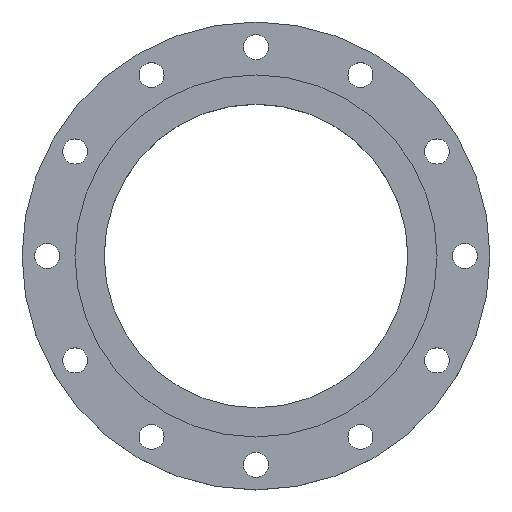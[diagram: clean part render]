
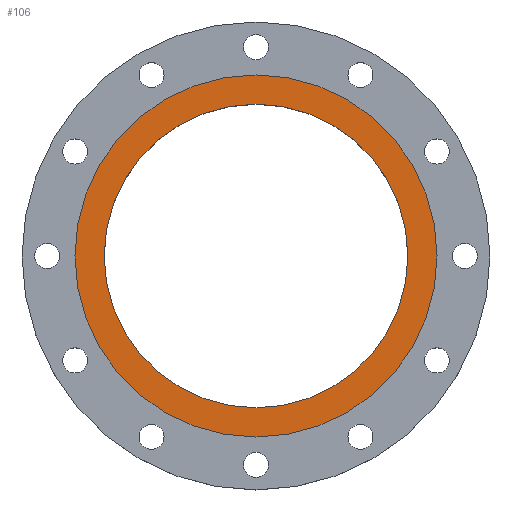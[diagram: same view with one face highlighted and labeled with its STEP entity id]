
A CAD part, top view. The second image highlights one B-rep face of the part: STEP entity #106.
In plain terms, the highlighted planar face has unit normal (0, 0, 1).
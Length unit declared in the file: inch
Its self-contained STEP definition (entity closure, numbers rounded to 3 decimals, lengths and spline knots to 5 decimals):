
#19 = EDGE_CURVE ( 'NONE', #670, #1171, #1440, .T. ) ;
#106 = ADVANCED_FACE ( 'NONE', ( #862, #1422 ), #506, .F. ) ;
#130 = ORIENTED_EDGE ( 'NONE', *, *, #853, .T. ) ;
#143 = ORIENTED_EDGE ( 'NONE', *, *, #19, .F. ) ;
#194 = CARTESIAN_POINT ( 'NONE',  ( 0., 0., 0. ) ) ;
#233 = CIRCLE ( 'NONE', #1445, 6.8125 ) ;
#341 = CARTESIAN_POINT ( 'NONE',  ( 6.8125, 0., 0. ) ) ;
#387 = CARTESIAN_POINT ( 'NONE',  ( 0., 0., 0. ) ) ;
#424 = DIRECTION ( 'NONE',  ( 0., 0., -1. ) ) ;
#476 = EDGE_CURVE ( 'NONE', #1424, #799, #1209, .T. ) ;
#506 = PLANE ( 'NONE',  #883 ) ;
#510 = AXIS2_PLACEMENT_3D ( 'NONE', #194, #1418, #537 ) ;
#517 = ORIENTED_EDGE ( 'NONE', *, *, #476, .T. ) ;
#537 = DIRECTION ( 'NONE',  ( 1., 0., 0. ) ) ;
#596 = EDGE_LOOP ( 'NONE', ( #517, #130 ) ) ;
#667 = CARTESIAN_POINT ( 'NONE',  ( 0., 0., 0. ) ) ;
#670 = VERTEX_POINT ( 'NONE', #1053 ) ;
#721 = AXIS2_PLACEMENT_3D ( 'NONE', #387, #727, #740 ) ;
#727 = DIRECTION ( 'NONE',  ( 0., 0., 1. ) ) ;
#740 = DIRECTION ( 'NONE',  ( 1., 0., 0. ) ) ;
#799 = VERTEX_POINT ( 'NONE', #1322 ) ;
#846 = EDGE_LOOP ( 'NONE', ( #1355, #143 ) ) ;
#853 = EDGE_CURVE ( 'NONE', #799, #1424, #1397, .T. ) ;
#862 = FACE_BOUND ( 'NONE', #846, .T. ) ;
#883 = AXIS2_PLACEMENT_3D ( 'NONE', #1195, #424, #1201 ) ;
#913 = DIRECTION ( 'NONE',  ( 1., 0., 0. ) ) ;
#978 = EDGE_CURVE ( 'NONE', #1171, #670, #233, .T. ) ;
#1053 = CARTESIAN_POINT ( 'NONE',  ( -6.8125, 0., 0. ) ) ;
#1110 = DIRECTION ( 'NONE',  ( 0., 0., 1. ) ) ;
#1154 = CARTESIAN_POINT ( 'NONE',  ( 0., 0., 0. ) ) ;
#1171 = VERTEX_POINT ( 'NONE', #341 ) ;
#1195 = CARTESIAN_POINT ( 'NONE',  ( 0., 6.8125, 0. ) ) ;
#1201 = DIRECTION ( 'NONE',  ( -1., 0., 0. ) ) ;
#1209 = CIRCLE ( 'NONE', #721, 8.125 ) ;
#1322 = CARTESIAN_POINT ( 'NONE',  ( -8.125, 0., 0. ) ) ;
#1344 = AXIS2_PLACEMENT_3D ( 'NONE', #667, #1110, #913 ) ;
#1355 = ORIENTED_EDGE ( 'NONE', *, *, #978, .F. ) ;
#1372 = DIRECTION ( 'NONE',  ( 1., 0., 0. ) ) ;
#1376 = CARTESIAN_POINT ( 'NONE',  ( 8.125, 0., 0. ) ) ;
#1379 = DIRECTION ( 'NONE',  ( 0., 0., 1. ) ) ;
#1397 = CIRCLE ( 'NONE', #1344, 8.125 ) ;
#1418 = DIRECTION ( 'NONE',  ( 0., 0., 1. ) ) ;
#1422 = FACE_OUTER_BOUND ( 'NONE', #596, .T. ) ;
#1424 = VERTEX_POINT ( 'NONE', #1376 ) ;
#1440 = CIRCLE ( 'NONE', #510, 6.8125 ) ;
#1445 = AXIS2_PLACEMENT_3D ( 'NONE', #1154, #1379, #1372 ) ;
